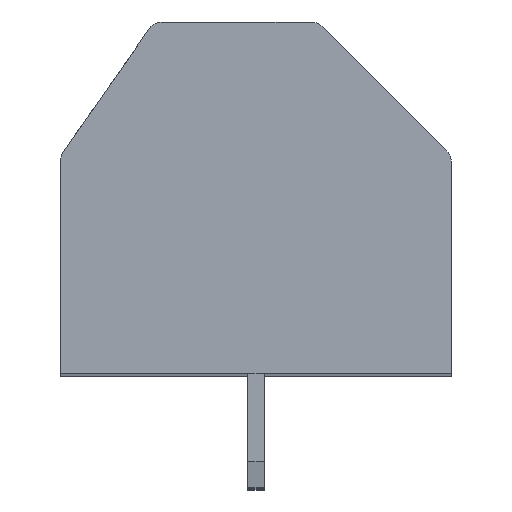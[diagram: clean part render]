
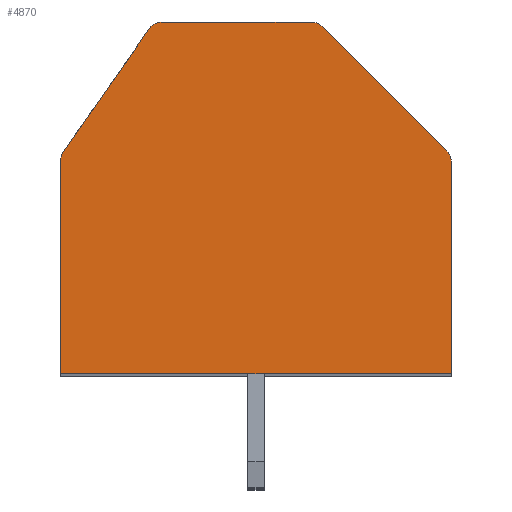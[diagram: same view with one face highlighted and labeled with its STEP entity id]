
A CAD part, top view. The second image highlights one B-rep face of the part: STEP entity #4870.
In plain terms, the highlighted planar face has unit normal (0, 0, 1).
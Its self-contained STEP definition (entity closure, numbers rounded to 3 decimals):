
#1537=CARTESIAN_POINT('',(1.693,4.9,3.));
#1538=DIRECTION('',(0.,0.,1.));
#1539=DIRECTION('',(0.707,0.707,0.));
#1540=AXIS2_PLACEMENT_3D('',#1537,#1538,#1539);
#1542=DIRECTION('',(-0.707,0.707,0.));
#1543=VECTOR('',#1542,5.384);
#1544=CARTESIAN_POINT('',(5.854,1.446,3.));
#1545=LINE('',#1544,#1543);
#1546=CARTESIAN_POINT('',(5.5,1.093,3.));
#1547=DIRECTION('',(0.,0.,1.));
#1548=DIRECTION('',(1.,0.,0.));
#1549=AXIS2_PLACEMENT_3D('',#1546,#1547,#1548);
#1551=DIRECTION('',(0.,1.,0.));
#1552=VECTOR('',#1551,6.493);
#1553=CARTESIAN_POINT('',(6.,-5.4,3.));
#1554=LINE('',#1553,#1552);
#1555=DIRECTION('',(1.,0.,0.));
#1556=VECTOR('',#1555,12.);
#1557=CARTESIAN_POINT('',(-6.,-5.4,3.));
#1558=LINE('',#1557,#1556);
#1559=DIRECTION('',(0.,-1.,0.));
#1560=VECTOR('',#1559,6.542);
#1561=CARTESIAN_POINT('',(-6.,1.142,3.));
#1562=LINE('',#1561,#1560);
#1563=CARTESIAN_POINT('',(-5.5,1.142,3.));
#1564=DIRECTION('',(0.,0.,1.));
#1565=DIRECTION('',(-0.819,0.574,0.));
#1566=AXIS2_PLACEMENT_3D('',#1563,#1564,#1565);
#1568=DIRECTION('',(-0.574,-0.819,0.));
#1569=VECTOR('',#1568,4.587);
#1570=CARTESIAN_POINT('',(-3.278,5.187,3.));
#1571=LINE('',#1570,#1569);
#1572=CARTESIAN_POINT('',(-2.869,4.9,3.));
#1573=DIRECTION('',(0.,0.,1.));
#1574=DIRECTION('',(0.,1.,0.));
#1575=AXIS2_PLACEMENT_3D('',#1572,#1573,#1574);
#1577=DIRECTION('',(-1.,0.,0.));
#1578=VECTOR('',#1577,4.562);
#1579=CARTESIAN_POINT('',(1.693,5.4,3.));
#1580=LINE('',#1579,#1578);
#2033=CARTESIAN_POINT('',(-6.,-5.4,3.));
#2034=CARTESIAN_POINT('',(6.,-5.4,3.));
#2035=VERTEX_POINT('',#2033);
#2036=VERTEX_POINT('',#2034);
#2193=CARTESIAN_POINT('',(2.046,5.254,3.));
#2194=VERTEX_POINT('',#2193);
#2195=CARTESIAN_POINT('',(1.693,5.4,3.));
#2196=VERTEX_POINT('',#2195);
#2201=CARTESIAN_POINT('',(6.,1.093,3.));
#2202=VERTEX_POINT('',#2201);
#2203=CARTESIAN_POINT('',(5.854,1.446,3.));
#2204=VERTEX_POINT('',#2203);
#2209=CARTESIAN_POINT('',(-2.869,5.4,3.));
#2210=VERTEX_POINT('',#2209);
#2211=CARTESIAN_POINT('',(-3.278,5.187,3.));
#2212=VERTEX_POINT('',#2211);
#2217=CARTESIAN_POINT('',(-5.91,1.429,3.));
#2218=VERTEX_POINT('',#2217);
#2219=CARTESIAN_POINT('',(-6.,1.142,3.));
#2220=VERTEX_POINT('',#2219);
#4853=CARTESIAN_POINT('',(0.,0.,3.));
#4854=DIRECTION('',(0.,0.,1.));
#4855=DIRECTION('',(1.,0.,0.));
#4856=AXIS2_PLACEMENT_3D('',#4853,#4854,#4855);
#4857=PLANE('',#4856);
#4858=ORIENTED_EDGE('',*,*,#2713,.F.);
#4859=ORIENTED_EDGE('',*,*,#2729,.F.);
#4860=ORIENTED_EDGE('',*,*,#3774,.F.);
#4861=ORIENTED_EDGE('',*,*,#3789,.F.);
#4862=ORIENTED_EDGE('',*,*,#3802,.F.);
#4863=ORIENTED_EDGE('',*,*,#3895,.F.);
#4864=ORIENTED_EDGE('',*,*,#3910,.F.);
#4865=ORIENTED_EDGE('',*,*,#3923,.F.);
#4866=ORIENTED_EDGE('',*,*,#4834,.F.);
#4867=ORIENTED_EDGE('',*,*,#4846,.F.);
#4868=EDGE_LOOP('',(#4858,#4859,#4860,#4861,#4862,#4863,#4864,#4865,#4866,
#4867));
#4869=FACE_OUTER_BOUND('',#4868,.F.);
#1541=CIRCLE('',#1540,0.5);
#1550=CIRCLE('',#1549,0.5);
#1567=CIRCLE('',#1566,0.5);
#1576=CIRCLE('',#1575,0.5);
#2713=EDGE_CURVE('',#2194,#2196,#1541,.T.);
#2729=EDGE_CURVE('',#2204,#2194,#1545,.T.);
#3774=EDGE_CURVE('',#2202,#2204,#1550,.T.);
#3789=EDGE_CURVE('',#2036,#2202,#1554,.T.);
#3802=EDGE_CURVE('',#2035,#2036,#1558,.T.);
#3895=EDGE_CURVE('',#2220,#2035,#1562,.T.);
#3910=EDGE_CURVE('',#2218,#2220,#1567,.T.);
#3923=EDGE_CURVE('',#2212,#2218,#1571,.T.);
#4834=EDGE_CURVE('',#2210,#2212,#1576,.T.);
#4846=EDGE_CURVE('',#2196,#2210,#1580,.T.);
#4870=ADVANCED_FACE('',(#4869),#4857,.T.);
